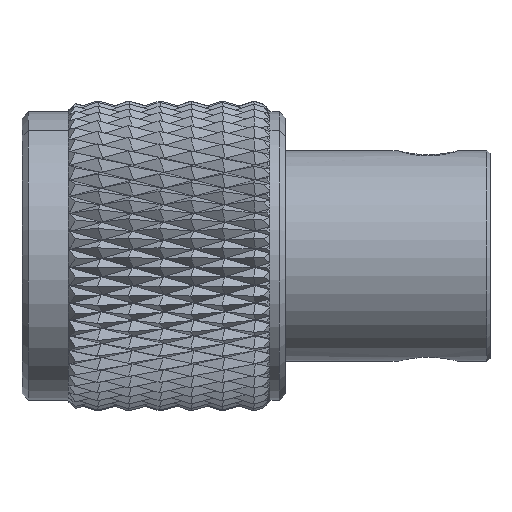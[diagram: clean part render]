
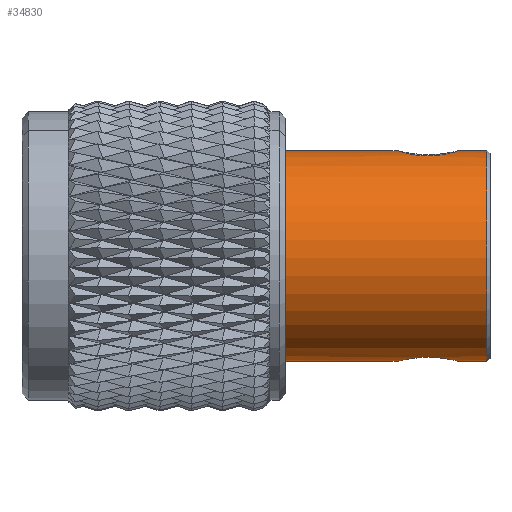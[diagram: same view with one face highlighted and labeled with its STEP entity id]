
A CAD part, front view. The second image highlights one B-rep face of the part: STEP entity #34830.
In plain terms, the highlighted cylindrical face has radius 3.4 mm (diameter 6.8 mm), a partial arc.
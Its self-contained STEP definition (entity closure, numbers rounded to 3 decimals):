
#4052 = EDGE_CURVE ( 'NONE', #55208, #4472, #6264, .T. ) ;
#4472 = VERTEX_POINT ( 'NONE', #95631 ) ;
#5263 = CARTESIAN_POINT ( 'NONE',  ( 5.8, 0., 3.4 ) ) ;
#5609 = LINE ( 'NONE', #20444, #57831 ) ;
#6214 = CARTESIAN_POINT ( 'NONE',  ( 7.304, -0.873, -3.286 ) ) ;
#6264 = LINE ( 'NONE', #47500, #45145 ) ;
#6979 = CARTESIAN_POINT ( 'NONE',  ( 7.415, -0.799, -3.306 ) ) ;
#7551 = CARTESIAN_POINT ( 'NONE',  ( 7.415, -0.799, 3.306 ) ) ;
#7756 = CARTESIAN_POINT ( 'NONE',  ( 6.185, -0.799, -3.306 ) ) ;
#8745 = DIRECTION ( 'NONE',  ( -1., 0., 0. ) ) ;
#9350 = VERTEX_POINT ( 'NONE', #153999 ) ;
#10305 = DIRECTION ( 'NONE',  ( 0., 0., 1. ) ) ;
#10665 = CARTESIAN_POINT ( 'NONE',  ( 5.826, -0.263, 3.392 ) ) ;
#17191 = CARTESIAN_POINT ( 'NONE',  ( 6.294, -0.873, -3.287 ) ) ;
#18129 = DIRECTION ( 'NONE',  ( -1., 0., 0. ) ) ;
#18362 = EDGE_LOOP ( 'NONE', ( #24693, #22469, #55924, #42261, #121030, #125484, #95522, #100123 ) ) ;
#20283 = CARTESIAN_POINT ( 'NONE',  ( 6.668, -1., -3.25 ) ) ;
#20444 = CARTESIAN_POINT ( 'NONE',  ( 0., 0., -3.4 ) ) ;
#20777 = CARTESIAN_POINT ( 'NONE',  ( 1., 0., -3.4 ) ) ;
#21460 = DIRECTION ( 'NONE',  ( -1., 0., 0. ) ) ;
#22469 = ORIENTED_EDGE ( 'NONE', *, *, #75581, .T. ) ;
#24693 = ORIENTED_EDGE ( 'NONE', *, *, #52705, .F. ) ;
#25375 = EDGE_CURVE ( 'NONE', #33775, #140774, #54902, .T. ) ;
#30459 = CARTESIAN_POINT ( 'NONE',  ( 6.538, -0.974, -3.258 ) ) ;
#30851 = CARTESIAN_POINT ( 'NONE',  ( 0., 0., 0. ) ) ;
#32563 = CARTESIAN_POINT ( 'NONE',  ( 6., -0.615, 3.345 ) ) ;
#32774 = CARTESIAN_POINT ( 'NONE',  ( 7.773, -0.264, -3.392 ) ) ;
#33348 = CARTESIAN_POINT ( 'NONE',  ( 7.774, -0.263, 3.392 ) ) ;
#33775 = VERTEX_POINT ( 'NONE', #5263 ) ;
#34137 = CARTESIAN_POINT ( 'NONE',  ( 6.295, -0.873, 3.286 ) ) ;
#34434 = CARTESIAN_POINT ( 'NONE',  ( 1., 0., 0. ) ) ;
#34830 = ADVANCED_FACE ( 'NONE', ( #57451 ), #128649, .T. ) ;
#38927 = EDGE_CURVE ( 'NONE', #9350, #126920, #50675, .T. ) ;
#39493 = EDGE_CURVE ( 'NONE', #4472, #33775, #140409, .T. ) ;
#42261 = ORIENTED_EDGE ( 'NONE', *, *, #39493, .T. ) ;
#42960 = CARTESIAN_POINT ( 'NONE',  ( 7.063, -0.973, -3.258 ) ) ;
#43540 = CARTESIAN_POINT ( 'NONE',  ( 6.185, -0.799, 3.306 ) ) ;
#43727 = EDGE_CURVE ( 'NONE', #126920, #140774, #60076, .T. ) ;
#44311 = CARTESIAN_POINT ( 'NONE',  ( 6.538, -0.974, 3.258 ) ) ;
#44519 = CARTESIAN_POINT ( 'NONE',  ( 5.826, -0.263, -3.392 ) ) ;
#44919 = VECTOR ( 'NONE', #69771, 1000. ) ;
#45145 = VECTOR ( 'NONE', #72524, 1000. ) ;
#47500 = CARTESIAN_POINT ( 'NONE',  ( 0., 0., 3.4 ) ) ;
#50675 = LINE ( 'NONE', #85912, #133211 ) ;
#52705 = EDGE_CURVE ( 'NONE', #145203, #75835, #5609, .T. ) ;
#54707 = CARTESIAN_POINT ( 'NONE',  ( 6.001, -0.615, -3.345 ) ) ;
#54902 = LINE ( 'NONE', #102649, #44919 ) ;
#55208 = VERTEX_POINT ( 'NONE', #100764 ) ;
#55285 = CARTESIAN_POINT ( 'NONE',  ( 7.304, -0.873, 3.286 ) ) ;
#55924 = ORIENTED_EDGE ( 'NONE', *, *, #4052, .T. ) ;
#57451 = FACE_OUTER_BOUND ( 'NONE', #18362, .T. ) ;
#57831 = VECTOR ( 'NONE', #18129, 1000. ) ;
#60076 = CIRCLE ( 'NONE', #140037, 3.4 ) ;
#61940 = EDGE_CURVE ( 'NONE', #9350, #75835, #110929, .T. ) ;
#67230 = CARTESIAN_POINT ( 'NONE',  ( 7.599, -0.616, -3.345 ) ) ;
#67814 = CARTESIAN_POINT ( 'NONE',  ( 7.8, -0.133, 3.4 ) ) ;
#69771 = DIRECTION ( 'NONE',  ( -1., 0., 0. ) ) ;
#72524 = DIRECTION ( 'NONE',  ( -1., 0., 0. ) ) ;
#75581 = EDGE_CURVE ( 'NONE', #145203, #55208, #142020, .T. ) ;
#75835 = VERTEX_POINT ( 'NONE', #129237 ) ;
#77441 = CARTESIAN_POINT ( 'NONE',  ( 7.8, -0.133, -3.4 ) ) ;
#78217 = CARTESIAN_POINT ( 'NONE',  ( 6.932, -1., -3.25 ) ) ;
#78976 = CARTESIAN_POINT ( 'NONE',  ( 5.927, -0.504, -3.365 ) ) ;
#80318 = CARTESIAN_POINT ( 'NONE',  ( 5.927, -0.504, 3.365 ) ) ;
#81516 = CARTESIAN_POINT ( 'NONE',  ( 8.7, 0., 0. ) ) ;
#85912 = CARTESIAN_POINT ( 'NONE',  ( 0., 0., -3.4 ) ) ;
#95522 = ORIENTED_EDGE ( 'NONE', *, *, #38927, .F. ) ;
#95631 = CARTESIAN_POINT ( 'NONE',  ( 7.8, 0., 3.4 ) ) ;
#96124 = DIRECTION ( 'NONE',  ( -1., 0., 0. ) ) ;
#96982 = DIRECTION ( 'NONE',  ( -1., 0., 0. ) ) ;
#100123 = ORIENTED_EDGE ( 'NONE', *, *, #61940, .T. ) ;
#100704 = AXIS2_PLACEMENT_3D ( 'NONE', #30851, #21460, #127079 ) ;
#100764 = CARTESIAN_POINT ( 'NONE',  ( 8.7, 0., 3.4 ) ) ;
#102649 = CARTESIAN_POINT ( 'NONE',  ( 0., 0., 3.4 ) ) ;
#103031 = CARTESIAN_POINT ( 'NONE',  ( 7.8, 0., 3.4 ) ) ;
#105364 = CARTESIAN_POINT ( 'NONE',  ( 7.673, -0.505, 3.364 ) ) ;
#109491 = AXIS2_PLACEMENT_3D ( 'NONE', #81516, #8745, #10305 ) ;
#110929 = B_SPLINE_CURVE_WITH_KNOTS ( 'NONE', 3,
 ( #114955, #125920, #44519, #78976, #54707, #7756, #17191, #30459, #20283, #78217, #42960, #6214, #6979, #67230, #139996, #32774, #77441, #138446 ),
 .UNSPECIFIED., .F., .F.,
 ( 4, 2, 2, 2, 2, 2, 2, 2, 4 ),
 ( 0.003, 0.004, 0.004, 0.004, 0.005, 0.005, 0.006, 0.006, 0.006 ),
 .UNSPECIFIED. ) ;
#114955 = CARTESIAN_POINT ( 'NONE',  ( 5.8, 0., -3.4 ) ) ;
#120464 = DIRECTION ( 'NONE',  ( 0., 0., 1. ) ) ;
#121030 = ORIENTED_EDGE ( 'NONE', *, *, #25375, .T. ) ;
#121259 = CARTESIAN_POINT ( 'NONE',  ( 1., 0., 3.4 ) ) ;
#125484 = ORIENTED_EDGE ( 'NONE', *, *, #43727, .F. ) ;
#125920 = CARTESIAN_POINT ( 'NONE',  ( 5.8, -0.131, -3.4 ) ) ;
#126920 = VERTEX_POINT ( 'NONE', #20777 ) ;
#127079 = DIRECTION ( 'NONE',  ( 0., 0., 1. ) ) ;
#128649 = CYLINDRICAL_SURFACE ( 'NONE', #100704, 3.4 ) ;
#128819 = CARTESIAN_POINT ( 'NONE',  ( 6.932, -1., 3.25 ) ) ;
#129237 = CARTESIAN_POINT ( 'NONE',  ( 7.8, 0., -3.4 ) ) ;
#132107 = CARTESIAN_POINT ( 'NONE',  ( 8.7, 0., -3.4 ) ) ;
#133211 = VECTOR ( 'NONE', #96124, 1000. ) ;
#138446 = CARTESIAN_POINT ( 'NONE',  ( 7.8, 0., -3.4 ) ) ;
#139009 = CARTESIAN_POINT ( 'NONE',  ( 5.8, 0., 3.4 ) ) ;
#139785 = CARTESIAN_POINT ( 'NONE',  ( 7.599, -0.616, 3.345 ) ) ;
#139996 = CARTESIAN_POINT ( 'NONE',  ( 7.673, -0.505, -3.364 ) ) ;
#140037 = AXIS2_PLACEMENT_3D ( 'NONE', #34434, #96982, #120464 ) ;
#140409 = B_SPLINE_CURVE_WITH_KNOTS ( 'NONE', 3,
 ( #103031, #67814, #33348, #105364, #139785, #7551, #55285, #151557, #128819, #153116, #44311, #34137, #43540, #32563, #80318, #10665, #150776, #139009 ),
 .UNSPECIFIED., .F., .F.,
 ( 4, 2, 2, 2, 2, 2, 2, 2, 4 ),
 ( 0., 0., 0.001, 0.001, 0.002, 0.002, 0.002, 0.003, 0.003 ),
 .UNSPECIFIED. ) ;
#140774 = VERTEX_POINT ( 'NONE', #121259 ) ;
#142020 = CIRCLE ( 'NONE', #109491, 3.4 ) ;
#145203 = VERTEX_POINT ( 'NONE', #132107 ) ;
#150776 = CARTESIAN_POINT ( 'NONE',  ( 5.8, -0.131, 3.4 ) ) ;
#151557 = CARTESIAN_POINT ( 'NONE',  ( 7.064, -0.973, 3.258 ) ) ;
#153116 = CARTESIAN_POINT ( 'NONE',  ( 6.669, -1., 3.25 ) ) ;
#153999 = CARTESIAN_POINT ( 'NONE',  ( 5.8, 0., -3.4 ) ) ;
